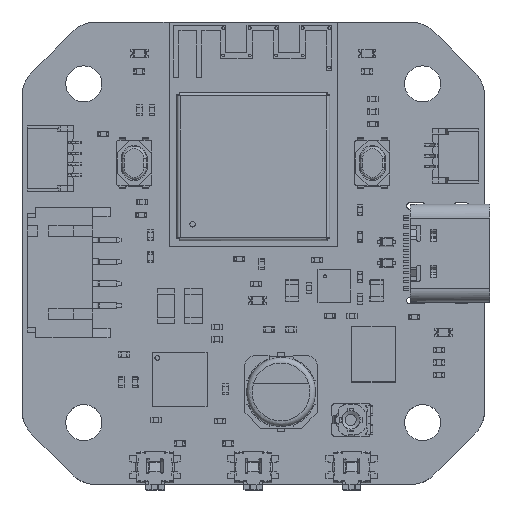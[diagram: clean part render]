
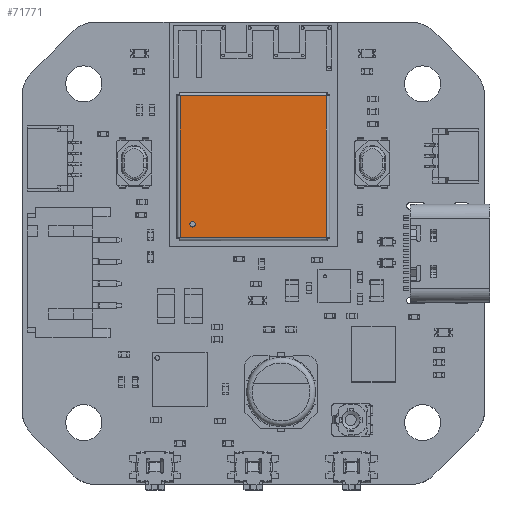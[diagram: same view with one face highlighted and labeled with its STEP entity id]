
A CAD part, top view. The second image highlights one B-rep face of the part: STEP entity #71771.
In plain terms, the highlighted face is planar.
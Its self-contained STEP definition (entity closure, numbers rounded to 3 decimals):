
#1538=FACE_BOUND('',#10767,.T.);
#2579=CIRCLE('',#77451,0.25);
#6603=FACE_OUTER_BOUND('',#10766,.T.);
#10766=EDGE_LOOP('',(#62485,#62486,#62487,#62488));
#10767=EDGE_LOOP('',(#62489));
#19021=LINE('',#115595,#27753);
#19022=LINE('',#115597,#27754);
#19023=LINE('',#115599,#27755);
#19024=LINE('',#115600,#27756);
#27753=VECTOR('',#94970,1.);
#27754=VECTOR('',#94971,1.);
#27755=VECTOR('',#94972,1.);
#27756=VECTOR('',#94973,1.);
#34522=VERTEX_POINT('',#115580);
#34527=VERTEX_POINT('',#115593);
#34528=VERTEX_POINT('',#115594);
#34529=VERTEX_POINT('',#115596);
#34530=VERTEX_POINT('',#115598);
#43972=EDGE_CURVE('',#34522,#34522,#2579,.T.);
#43977=EDGE_CURVE('',#34527,#34528,#19021,.T.);
#43978=EDGE_CURVE('',#34528,#34529,#19022,.T.);
#43979=EDGE_CURVE('',#34529,#34530,#19023,.T.);
#43980=EDGE_CURVE('',#34530,#34527,#19024,.T.);
#62485=ORIENTED_EDGE('',*,*,#43977,.T.);
#62486=ORIENTED_EDGE('',*,*,#43978,.T.);
#62487=ORIENTED_EDGE('',*,*,#43979,.T.);
#62488=ORIENTED_EDGE('',*,*,#43980,.T.);
#62489=ORIENTED_EDGE('',*,*,#43972,.F.);
#67811=PLANE('',#77453);
#71771=ADVANCED_FACE('',(#6603,#1538),#67811,.T.);
#77451=AXIS2_PLACEMENT_3D('',#115582,#94960,#94961);
#77453=AXIS2_PLACEMENT_3D('',#115592,#94968,#94969);
#94960=DIRECTION('center_axis',(0.,1.,0.));
#94961=DIRECTION('ref_axis',(0.,0.,1.));
#94968=DIRECTION('center_axis',(0.,1.,0.));
#94969=DIRECTION('ref_axis',(0.,0.,1.));
#94970=DIRECTION('',(0.,0.,-1.));
#94971=DIRECTION('',(-1.,0.,0.));
#94972=DIRECTION('',(0.,0.,1.));
#94973=DIRECTION('',(1.,0.,0.));
#115580=CARTESIAN_POINT('',(-5.55,2.55,5.475));
#115582=CARTESIAN_POINT('Origin',(-5.55,2.55,5.725));
#115592=CARTESIAN_POINT('Origin',(0.,2.55,-2.525));
#115593=CARTESIAN_POINT('',(6.7,2.55,6.925));
#115594=CARTESIAN_POINT('',(6.7,2.55,-6.025));
#115595=CARTESIAN_POINT('',(6.7,2.55,7.018));
#115596=CARTESIAN_POINT('',(-6.7,2.55,-6.025));
#115597=CARTESIAN_POINT('',(6.793,2.55,-6.025));
#115598=CARTESIAN_POINT('',(-6.7,2.55,6.925));
#115599=CARTESIAN_POINT('',(-6.7,2.55,-6.118));
#115600=CARTESIAN_POINT('',(-6.793,2.55,6.925));
